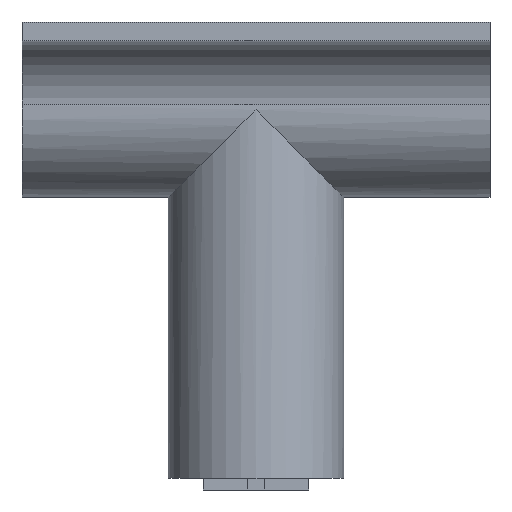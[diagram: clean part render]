
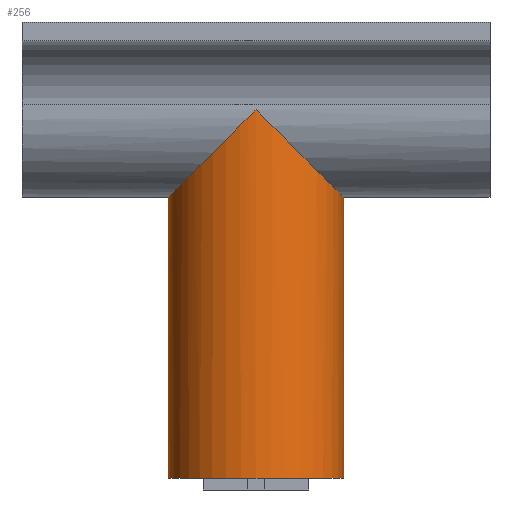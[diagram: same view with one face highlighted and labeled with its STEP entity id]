
A CAD part, front view. The second image highlights one B-rep face of the part: STEP entity #256.
In plain terms, the highlighted cylindrical face has radius 7.5 mm (diameter 15 mm), a partial arc.
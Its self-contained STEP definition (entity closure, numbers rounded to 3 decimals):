
#36 = DIRECTION ( 'NONE',  ( 0., 0., -1. ) ) ;
#39 = VECTOR ( 'NONE', #378, 1000. ) ;
#48 = EDGE_CURVE ( 'NONE', #133, #440, #388, .T. ) ;
#86 = LINE ( 'NONE', #175, #39 ) ;
#87 = CYLINDRICAL_SURFACE ( 'NONE', #633, 7.5 ) ;
#88 = VERTEX_POINT ( 'NONE', #106 ) ;
#106 = CARTESIAN_POINT ( 'NONE',  ( -7.5, 0., -7.5 ) ) ;
#126 = CARTESIAN_POINT ( 'NONE',  ( 7.5, 0., -7.5 ) ) ;
#133 = VERTEX_POINT ( 'NONE', #842 ) ;
#134 = CARTESIAN_POINT ( 'NONE',  ( -4.393, -7.5, -4.393 ) ) ;
#137 = CARTESIAN_POINT ( 'NONE',  ( 0., -7.5, 0. ) ) ;
#153 =( BOUNDED_CURVE ( )  B_SPLINE_CURVE ( 3, ( #137, #675, #345, #126 ),
 .UNSPECIFIED., .F., .T. ) 
 B_SPLINE_CURVE_WITH_KNOTS ( ( 4, 4 ),
 ( 4.712, 6.283 ),
 .UNSPECIFIED. ) 
 CURVE ( )  GEOMETRIC_REPRESENTATION_ITEM ( )  RATIONAL_B_SPLINE_CURVE ( ( 1., 0.805, 0.805, 1. ) ) 
 REPRESENTATION_ITEM ( '' )  );
#164 = FACE_OUTER_BOUND ( 'NONE', #874, .T. ) ;
#175 = CARTESIAN_POINT ( 'NONE',  ( -7.5, 0., 7.501 ) ) ;
#217 = VERTEX_POINT ( 'NONE', #372 ) ;
#231 = LINE ( 'NONE', #362, #386 ) ;
#256 = ADVANCED_FACE ( 'NONE', ( #164 ), #87, .T. ) ;
#265 = CARTESIAN_POINT ( 'NONE',  ( 0., -7.5, 0. ) ) ;
#283 = CARTESIAN_POINT ( 'NONE',  ( 0., -7.5, 0. ) ) ;
#330 = DIRECTION ( 'NONE',  ( 0., 0., 1. ) ) ;
#345 = CARTESIAN_POINT ( 'NONE',  ( 7.5, -4.393, -7.5 ) ) ;
#362 = CARTESIAN_POINT ( 'NONE',  ( 7.5, 0., 7.501 ) ) ;
#372 = CARTESIAN_POINT ( 'NONE',  ( 7.5, 0., -7.5 ) ) ;
#378 = DIRECTION ( 'NONE',  ( 0., 0., -1. ) ) ;
#386 = VECTOR ( 'NONE', #36, 1000. ) ;
#388 = CIRCLE ( 'NONE', #561, 7.5 ) ;
#407 = ORIENTED_EDGE ( 'NONE', *, *, #632, .F. ) ;
#432 = ORIENTED_EDGE ( 'NONE', *, *, #519, .T. ) ;
#440 = VERTEX_POINT ( 'NONE', #468 ) ;
#467 = DIRECTION ( 'NONE',  ( 1., 0., 0. ) ) ;
#468 = CARTESIAN_POINT ( 'NONE',  ( 7.5, 0., -31.5 ) ) ;
#494 = ORIENTED_EDGE ( 'NONE', *, *, #48, .T. ) ;
#519 = EDGE_CURVE ( 'NONE', #88, #133, #86, .T. ) ;
#523 = EDGE_CURVE ( 'NONE', #217, #440, #231, .T. ) ;
#561 = AXIS2_PLACEMENT_3D ( 'NONE', #593, #330, #467 ) ;
#571 = DIRECTION ( 'NONE',  ( 0., 0., -1. ) ) ;
#593 = CARTESIAN_POINT ( 'NONE',  ( 0., 0., -31.5 ) ) ;
#594 = CARTESIAN_POINT ( 'NONE',  ( -7.5, -4.393, -7.5 ) ) ;
#598 = ORIENTED_EDGE ( 'NONE', *, *, #779, .F. ) ;
#604 = CARTESIAN_POINT ( 'NONE',  ( -7.5, 0., -7.5 ) ) ;
#607 = CARTESIAN_POINT ( 'NONE',  ( 0., 0., 7.501 ) ) ;
#632 = EDGE_CURVE ( 'NONE', #88, #743, #818, .T. ) ;
#633 = AXIS2_PLACEMENT_3D ( 'NONE', #607, #571, #886 ) ;
#675 = CARTESIAN_POINT ( 'NONE',  ( 4.393, -7.5, -4.393 ) ) ;
#703 = ORIENTED_EDGE ( 'NONE', *, *, #523, .F. ) ;
#743 = VERTEX_POINT ( 'NONE', #283 ) ;
#779 = EDGE_CURVE ( 'NONE', #743, #217, #153, .T. ) ;
#818 =( BOUNDED_CURVE ( )  B_SPLINE_CURVE ( 3, ( #604, #594, #134, #265 ),
 .UNSPECIFIED., .F., .T. ) 
 B_SPLINE_CURVE_WITH_KNOTS ( ( 4, 4 ),
 ( 0., 1.571 ),
 .UNSPECIFIED. ) 
 CURVE ( )  GEOMETRIC_REPRESENTATION_ITEM ( )  RATIONAL_B_SPLINE_CURVE ( ( 1., 0.805, 0.805, 1. ) ) 
 REPRESENTATION_ITEM ( '' )  );
#842 = CARTESIAN_POINT ( 'NONE',  ( -7.5, 0., -31.5 ) ) ;
#874 = EDGE_LOOP ( 'NONE', ( #703, #598, #407, #432, #494 ) ) ;
#886 = DIRECTION ( 'NONE',  ( -1., 0., 0. ) ) ;
